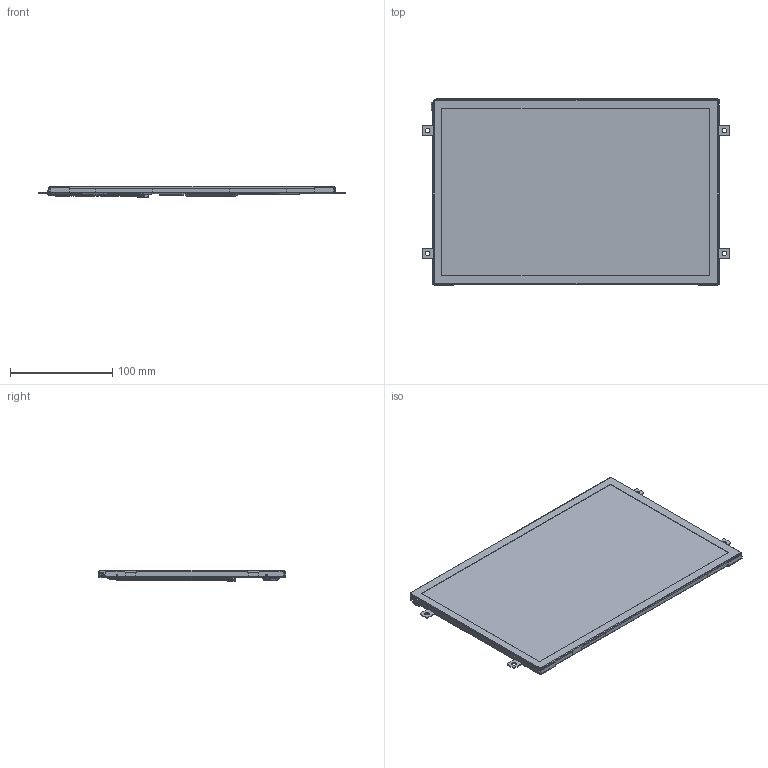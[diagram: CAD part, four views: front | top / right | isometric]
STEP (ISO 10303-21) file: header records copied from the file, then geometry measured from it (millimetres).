
FILE_DESCRIPTION(/* description */ (''),/* implementation_level */ '2;1');
FILE_NAME(/* name */ '3D_RVT121HVLFWN00_Rev.1.0.stp',/* time_stamp */ '2024-02-21T14:25:06+01:00',/* author */ ('Mateusz Natywa'),/* organization */ (''),/* preprocessor_version */ 'ST-DEVELOPER v17',/* originating_system */ 'Autodesk Inventor 2019',/* authorisation */ '');
FILE_SCHEMA (('AUTOMOTIVE_DESIGN { 1 0 10303 214 3 1 1 }'));
Products named in the file (8): Assembly1; 3D_RVT121HVLNWN00_Rev.0.1; BHSR-02VS-1_N_; FPC; CF25401D0R0-05-NH; cover_tape; cables; frame121_tft_3
Assembly tree (7 placements, depth 2):
  Assembly1
    3D_RVT121HVLNWN00_Rev.0.1
    BHSR-02VS-1_N_
    FPC
    CF25401D0R0-05-NH
    cover_tape
    cables
    frame121_tft_3
Bounding box: 299.9 x 182.8 x 11.2 mm (x, y, z)
Volume: 347452.6 mm3; surface area: 303499.1 mm2
Topology: 59 solids, 59 shells, 4564 faces, 12994 edges, 8446 vertices
Faces by surface type: plane 2818, cylinder 1568, bspline 160, sphere 10, torus 6, cone 2
Full cylindrical faces by diameter (mm): 0.6 x2, 1.5 x2, 1.6 x4, 2.5 x2, 4.5 x4
Entity records: 379926 total; most frequent: CARTESIAN_POINT 258170, ORIENTED_EDGE 25962, DIRECTION 24768, EDGE_CURVE 12981, LINE 9478, VECTOR 9478, VERTEX_POINT 8446, AXIS2_PLACEMENT_3D 7645
